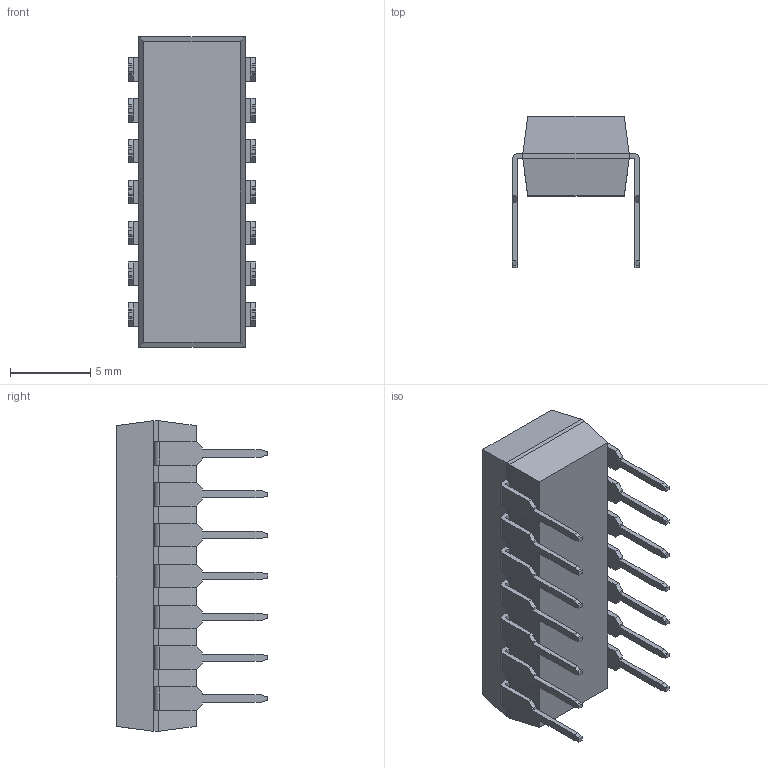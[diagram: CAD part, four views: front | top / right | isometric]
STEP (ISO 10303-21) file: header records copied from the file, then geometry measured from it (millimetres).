
FILE_DESCRIPTION (( 'STEP AP214' ), '1' );
FILE_NAME ('IR2113.STEP', '2023-03-05T14:17:55', ( '' ), ( '' ), 'SwSTEP 2.0', 'SolidWorks 2017', '' );
FILE_SCHEMA (( 'AUTOMOTIVE_DESIGN' ));
Length unit declared in the file: millimetre
Products named in the file (2): IR2113_IR2113; IR2113
Assembly tree (1 placements, depth 2):
  IR2113
    IR2113_IR2113
Bounding box: 7.91 x 9.4 x 19.3 mm (x, y, z)
Volume: 620.3 mm3; surface area: 730 mm2
Topology: 16 solids, 16 shells, 303 faces, 802 edges, 532 vertices
Faces by surface type: plane 270, cylinder 33
Entity records: 9439 total; most frequent: CARTESIAN_POINT 1647, ORIENTED_EDGE 1604, DIRECTION 1480, EDGE_CURVE 802, VECTOR 734, LINE 734, VERTEX_POINT 532, AXIS2_PLACEMENT_3D 373
